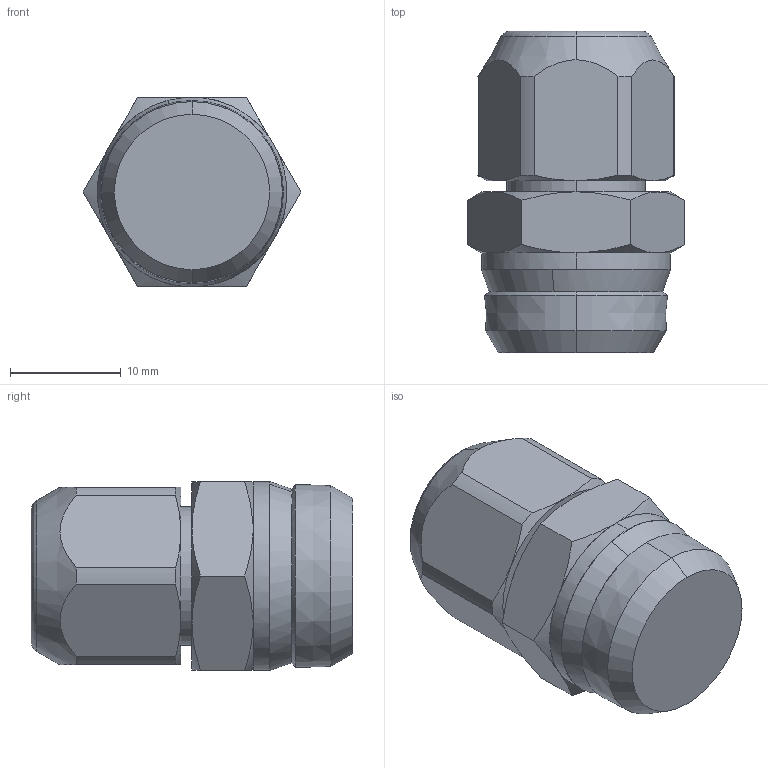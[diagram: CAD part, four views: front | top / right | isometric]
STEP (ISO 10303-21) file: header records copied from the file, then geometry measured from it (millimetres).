
FILE_DESCRIPTION (( 'STEP AP214' ), '1' );
FILE_NAME ('6100500012A.step', '2012-09-28T12:27:57', ( '' ), ( '' ), 'SwSTEP 2.0', 'SolidWorks 2012', '' );
FILE_SCHEMA (( 'AUTOMOTIVE_DESIGN' ));
Length unit declared in the file: millimetre
Products named in the file (1): 6100500012A
Bounding box: 19.63 x 29 x 17.05 mm (x, y, z)
Volume: 6162 mm3; surface area: 2083.3 mm2
Topology: 1 solids, 1 shells, 63 faces, 148 edges, 90 vertices
Faces by surface type: cone 28, plane 23, cylinder 10, torus 2
Entity records: 2061 total; most frequent: CARTESIAN_POINT 590, ORIENTED_EDGE 296, DIRECTION 292, EDGE_CURVE 148, AXIS2_PLACEMENT_3D 124, VERTEX_POINT 90, EDGE_LOOP 66, FACE_OUTER_BOUND 63
